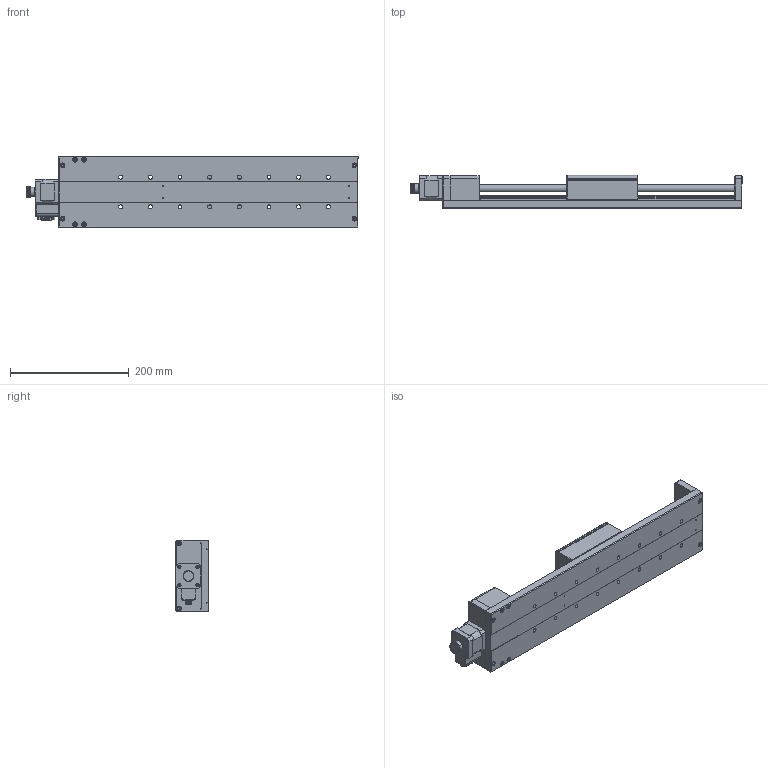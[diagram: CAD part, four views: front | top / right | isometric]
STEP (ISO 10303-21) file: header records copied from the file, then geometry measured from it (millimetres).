
FILE_DESCRIPTION (( 'STEP AP203' ), '1' );
FILE_NAME ('FMS120-300.STEP', '2022-11-17T05:50:25', ( '' ), ( '' ), 'SwSTEP 2.0', 'SolidWorks 2017', '' );
FILE_SCHEMA (( 'CONFIG_CONTROL_DESIGN' ));
Products named in the file (1): FMS120-300
Bounding box: 559.6 x 56 x 120 mm (x, y, z)
Surface area: 296726.5 mm2 (no closed solid volume)
Topology: 0 solids, 126 shells, 1263 faces, 4946 edges, 3698 vertices
Faces by surface type: plane 628, cylinder 400, cone 110, bspline 80, torus 36, sphere 9
Entity records: 54362 total; most frequent: CARTESIAN_POINT 14448, DIRECTION 8245, ORIENTED_EDGE 6954, EDGE_CURVE 4901, VERTEX_POINT 3692, AXIS2_PLACEMENT_3D 2780, VECTOR 2685, LINE 2685
